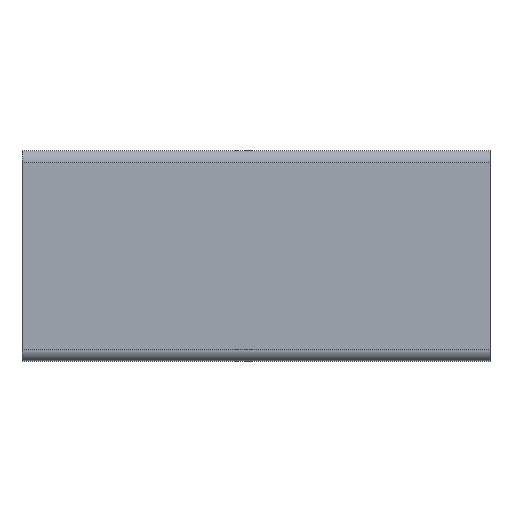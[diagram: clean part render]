
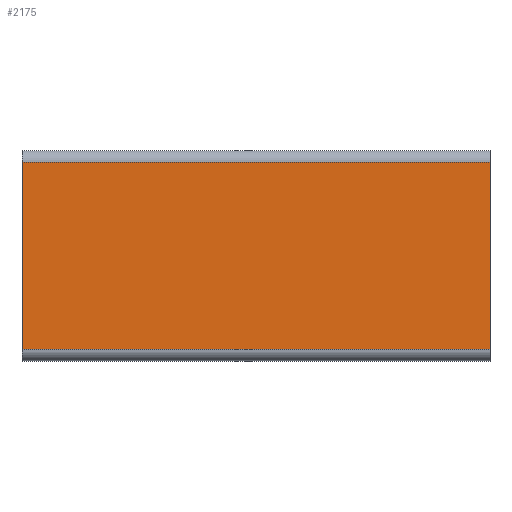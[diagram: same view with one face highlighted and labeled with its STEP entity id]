
A CAD part, top view. The second image highlights one B-rep face of the part: STEP entity #2175.
In plain terms, the highlighted planar face has unit normal (0, 0, 1).
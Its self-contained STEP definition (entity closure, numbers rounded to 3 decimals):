
#37 = VERTEX_POINT ( 'NONE', #873 ) ;
#65 = DIRECTION ( 'NONE',  ( 0., -1., 0. ) ) ;
#101 = VECTOR ( 'NONE', #2582, 1000. ) ;
#136 = ORIENTED_EDGE ( 'NONE', *, *, #1308, .T. ) ;
#229 = LINE ( 'NONE', #1405, #1223 ) ;
#251 = VERTEX_POINT ( 'NONE', #2788 ) ;
#269 = LINE ( 'NONE', #1992, #1670 ) ;
#274 = VECTOR ( 'NONE', #2585, 1000. ) ;
#686 = DIRECTION ( 'NONE',  ( 0., -1., 0. ) ) ;
#700 = VERTEX_POINT ( 'NONE', #2513 ) ;
#786 = AXIS2_PLACEMENT_3D ( 'NONE', #2827, #2632, #2190 ) ;
#866 = PLANE ( 'NONE',  #786 ) ;
#873 = CARTESIAN_POINT ( 'NONE',  ( -58.491, 37.547, 9.5 ) ) ;
#983 = FACE_OUTER_BOUND ( 'NONE', #2675, .T. ) ;
#1223 = VECTOR ( 'NONE', #65, 1000. ) ;
#1308 = EDGE_CURVE ( 'NONE', #700, #37, #269, .T. ) ;
#1405 = CARTESIAN_POINT ( 'NONE',  ( 41.509, 37.547, 9.5 ) ) ;
#1527 = VERTEX_POINT ( 'NONE', #1636 ) ;
#1618 = EDGE_CURVE ( 'NONE', #251, #1527, #229, .T. ) ;
#1636 = CARTESIAN_POINT ( 'NONE',  ( 41.509, 37.547, 9.5 ) ) ;
#1670 = VECTOR ( 'NONE', #686, 1000. ) ;
#1719 = ORIENTED_EDGE ( 'NONE', *, *, #1618, .F. ) ;
#1877 = LINE ( 'NONE', #2156, #101 ) ;
#1932 = CARTESIAN_POINT ( 'NONE',  ( 41.509, 37.547, 9.5 ) ) ;
#1992 = CARTESIAN_POINT ( 'NONE',  ( -58.491, 37.547, 9.5 ) ) ;
#2142 = ORIENTED_EDGE ( 'NONE', *, *, #2751, .T. ) ;
#2156 = CARTESIAN_POINT ( 'NONE',  ( 41.509, 77.547, 9.5 ) ) ;
#2175 = ADVANCED_FACE ( 'NONE', ( #983 ), #866, .F. ) ;
#2190 = DIRECTION ( 'NONE',  ( -1., 0., 0. ) ) ;
#2377 = EDGE_CURVE ( 'NONE', #1527, #37, #2529, .T. ) ;
#2389 = ORIENTED_EDGE ( 'NONE', *, *, #2377, .F. ) ;
#2513 = CARTESIAN_POINT ( 'NONE',  ( -58.491, 77.547, 9.5 ) ) ;
#2529 = LINE ( 'NONE', #1932, #274 ) ;
#2582 = DIRECTION ( 'NONE',  ( -1., 0., 0. ) ) ;
#2585 = DIRECTION ( 'NONE',  ( -1., 0., 0. ) ) ;
#2632 = DIRECTION ( 'NONE',  ( 0., 0., -1. ) ) ;
#2675 = EDGE_LOOP ( 'NONE', ( #136, #2389, #1719, #2142 ) ) ;
#2751 = EDGE_CURVE ( 'NONE', #251, #700, #1877, .T. ) ;
#2788 = CARTESIAN_POINT ( 'NONE',  ( 41.509, 77.547, 9.5 ) ) ;
#2827 = CARTESIAN_POINT ( 'NONE',  ( 41.509, 37.547, 9.5 ) ) ;
